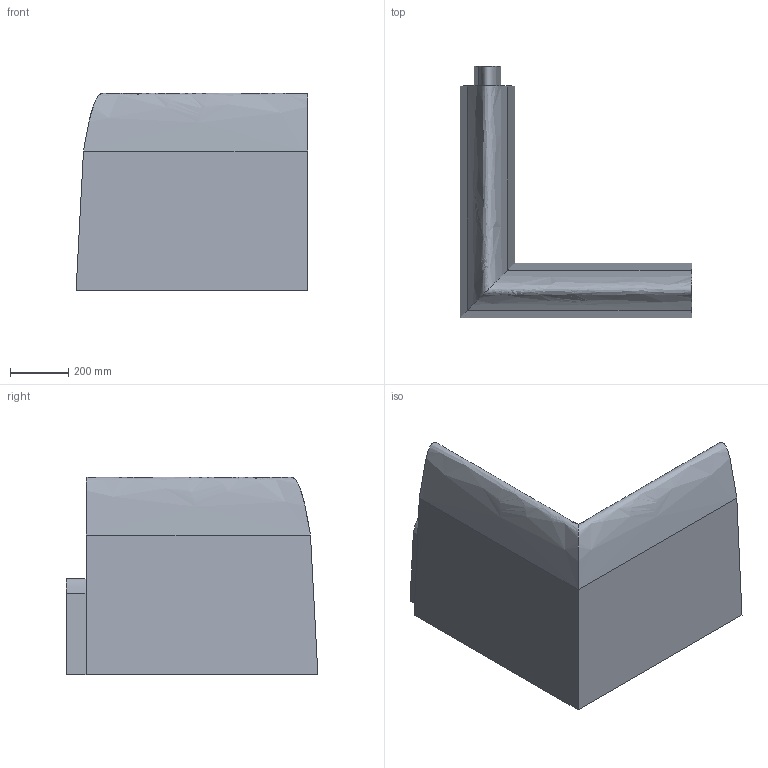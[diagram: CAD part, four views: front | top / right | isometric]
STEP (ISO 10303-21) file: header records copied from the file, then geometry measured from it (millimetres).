
FILE_DESCRIPTION ((), '1');
FILE_NAME ('arenaWallCorner.stp', '2020-09-10T13:06:23', ('Unknown'), ('Unknown'), 'HarmonyWare STEP v1.7.11', 'HarmonyWare Translators', '');
FILE_SCHEMA (('CONFIG_CONTROL_DESIGN'));
Length unit declared in the file: centimetre
Products named in the file (1): olie
Bounding box: 793 x 861 x 675.24 mm (x, y, z)
Volume: 15642439.5 mm3; surface area: 4348110.3 mm2
Topology: 1 solids, 1 shells, 32 faces, 94 edges, 64 vertices
Faces by surface type: bspline 32
Entity records: 2970 total; most frequent: CARTESIAN_POINT 2301, ORIENTED_EDGE 188, B_SPLINE_CURVE_WITH_KNOTS 94, EDGE_CURVE 94, VERTEX_POINT 64, EDGE_LOOP 32, FACE_OUTER_BOUND 32, B_SPLINE_SURFACE_WITH_KNOTS 32
